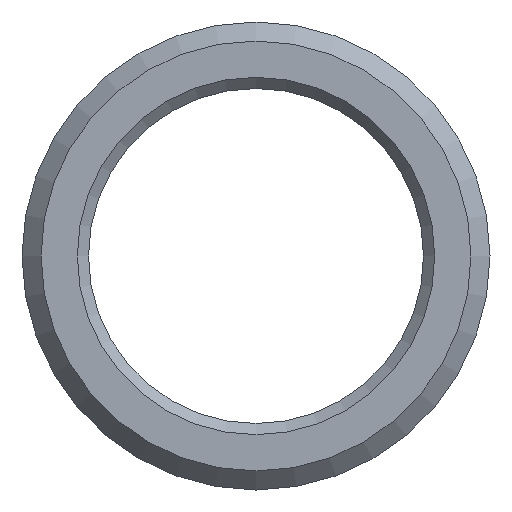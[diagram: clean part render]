
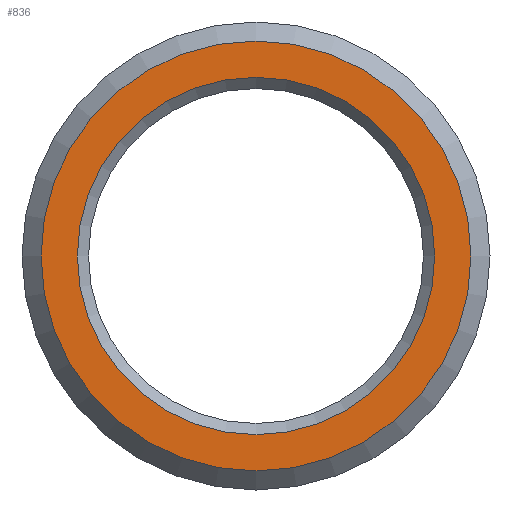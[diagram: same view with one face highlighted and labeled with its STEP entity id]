
A CAD part, left-side view. The second image highlights one B-rep face of the part: STEP entity #836.
In plain terms, the highlighted planar face has unit normal (-1, 0, 0).
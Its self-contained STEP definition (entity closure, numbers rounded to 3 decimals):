
#16=FACE_BOUND('',#105,.T.);
#29=PLANE('',#905);
#59=FACE_OUTER_BOUND('',#104,.T.);
#104=EDGE_LOOP('',(#536,#537));
#105=EDGE_LOOP('',(#538));
#220=CIRCLE('',#900,16.);
#224=CIRCLE('',#906,19.25);
#225=CIRCLE('',#907,19.25);
#313=VERTEX_POINT('',#1347);
#317=VERTEX_POINT('',#1359);
#318=VERTEX_POINT('',#1360);
#404=EDGE_CURVE('',#313,#313,#220,.T.);
#410=EDGE_CURVE('',#317,#318,#224,.T.);
#411=EDGE_CURVE('',#318,#317,#225,.T.);
#536=ORIENTED_EDGE('',*,*,#410,.T.);
#537=ORIENTED_EDGE('',*,*,#411,.T.);
#538=ORIENTED_EDGE('',*,*,#404,.F.);
#836=ADVANCED_FACE('',(#59,#16),#29,.T.);
#900=AXIS2_PLACEMENT_3D('',#1348,#1041,#1042);
#905=AXIS2_PLACEMENT_3D('',#1358,#1053,#1054);
#906=AXIS2_PLACEMENT_3D('',#1361,#1055,#1056);
#907=AXIS2_PLACEMENT_3D('',#1362,#1057,#1058);
#1041=DIRECTION('center_axis',(-1.,0.,0.));
#1042=DIRECTION('ref_axis',(0.,0.,-1.));
#1053=DIRECTION('center_axis',(-1.,0.,0.));
#1054=DIRECTION('ref_axis',(0.,0.,1.));
#1055=DIRECTION('center_axis',(-1.,0.,0.));
#1056=DIRECTION('ref_axis',(0.,1.,0.));
#1057=DIRECTION('center_axis',(-1.,0.,0.));
#1058=DIRECTION('ref_axis',(0.,1.,0.));
#1347=CARTESIAN_POINT('',(0.,0.,16.));
#1348=CARTESIAN_POINT('Origin',(0.,0.,0.));
#1358=CARTESIAN_POINT('Origin',(0.,0.,0.));
#1359=CARTESIAN_POINT('',(0.,19.25,0.));
#1360=CARTESIAN_POINT('',(0.,-19.25,0.));
#1361=CARTESIAN_POINT('Origin',(0.,0.,0.));
#1362=CARTESIAN_POINT('Origin',(0.,0.,0.));
